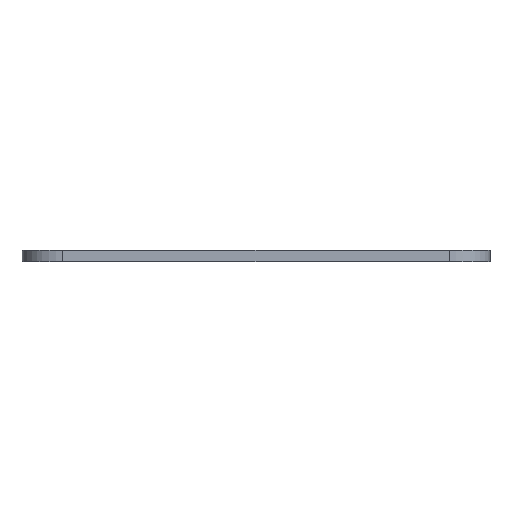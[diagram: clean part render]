
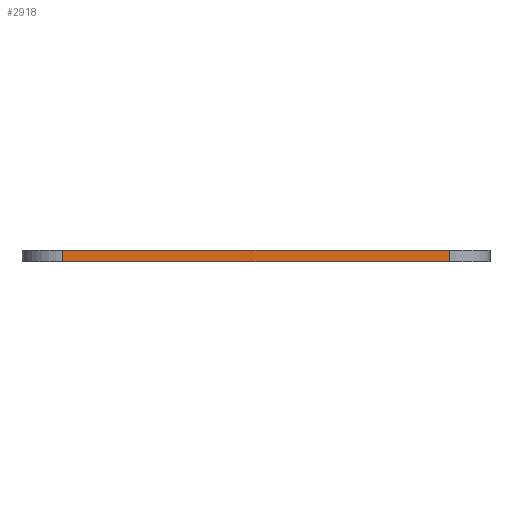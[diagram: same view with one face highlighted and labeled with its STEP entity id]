
A CAD part, left-side view. The second image highlights one B-rep face of the part: STEP entity #2918.
In plain terms, the highlighted planar face has unit normal (-1, 0, 0).
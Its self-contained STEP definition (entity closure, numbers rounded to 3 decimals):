
#246=FACE_OUTER_BOUND('',#412,.T.);
#412=EDGE_LOOP('',(#2657,#2658,#2659,#2660));
#428=LINE('',#3888,#796);
#430=LINE('',#3895,#798);
#563=LINE('',#4202,#931);
#658=LINE('',#4427,#1026);
#796=VECTOR('',#3142,10.);
#798=VECTOR('',#3148,10.);
#931=VECTOR('',#3335,10.);
#1026=VECTOR('',#3470,10.);
#1161=VERTEX_POINT('',#3881);
#1164=VERTEX_POINT('',#3886);
#1167=VERTEX_POINT('',#3893);
#1314=VERTEX_POINT('',#4201);
#1442=EDGE_CURVE('',#1164,#1161,#428,.T.);
#1445=EDGE_CURVE('',#1164,#1167,#430,.T.);
#1600=EDGE_CURVE('',#1314,#1161,#563,.T.);
#1714=EDGE_CURVE('',#1314,#1167,#658,.T.);
#2657=ORIENTED_EDGE('',*,*,#1442,.F.);
#2658=ORIENTED_EDGE('',*,*,#1445,.T.);
#2659=ORIENTED_EDGE('',*,*,#1714,.F.);
#2660=ORIENTED_EDGE('',*,*,#1600,.T.);
#2778=PLANE('',#3110);
#2918=ADVANCED_FACE('',(#246),#2778,.T.);
#3110=AXIS2_PLACEMENT_3D('',#4677,#3847,#3848);
#3142=DIRECTION('',(0.,0.,1.));
#3148=DIRECTION('',(0.,-1.,0.));
#3335=DIRECTION('',(0.,1.,0.));
#3470=DIRECTION('',(0.,0.,-1.));
#3847=DIRECTION('center_axis',(-1.,0.,0.));
#3848=DIRECTION('ref_axis',(0.,0.,1.));
#3881=CARTESIAN_POINT('',(-40.,16.5,0.5));
#3886=CARTESIAN_POINT('',(-40.,16.5,-0.5));
#3888=CARTESIAN_POINT('',(-40.,16.5,0.));
#3893=CARTESIAN_POINT('',(-40.,-16.5,-0.5));
#3895=CARTESIAN_POINT('',(-40.,-20.,-0.5));
#4201=CARTESIAN_POINT('',(-40.,-16.5,0.5));
#4202=CARTESIAN_POINT('',(-40.,-20.,0.5));
#4427=CARTESIAN_POINT('',(-40.,-16.5,0.));
#4677=CARTESIAN_POINT('Origin',(-40.,-20.,0.));
